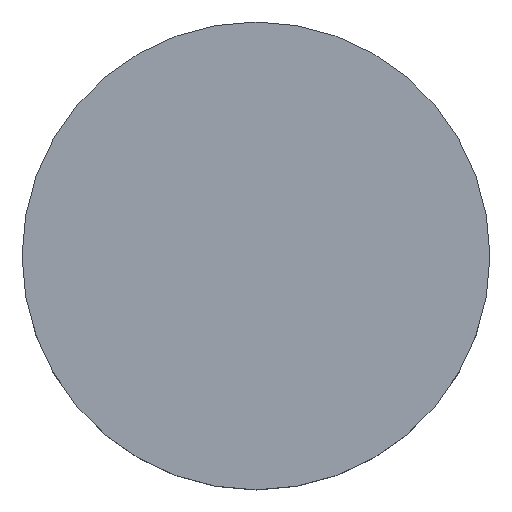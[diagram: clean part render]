
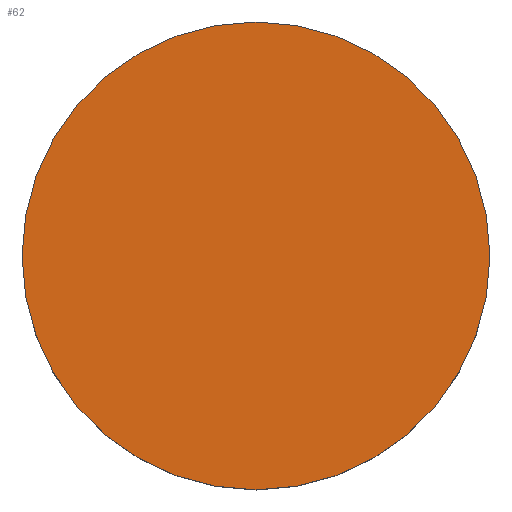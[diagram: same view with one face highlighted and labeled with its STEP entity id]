
A CAD part, top view. The second image highlights one B-rep face of the part: STEP entity #62.
In plain terms, the highlighted planar face has unit normal (0, 0, 1).
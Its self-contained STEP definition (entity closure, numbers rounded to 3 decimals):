
#2 = ORIENTED_EDGE ( 'NONE', *, *, #109, .F. ) ;
#9 = FACE_OUTER_BOUND ( 'NONE', #114, .T. ) ;
#22 = CIRCLE ( 'NONE', #31, 6.35 ) ;
#31 = AXIS2_PLACEMENT_3D ( 'NONE', #198, #214, #51 ) ;
#37 = CARTESIAN_POINT ( 'NONE',  ( 0., 0., 3. ) ) ;
#51 = DIRECTION ( 'NONE',  ( 0., -1., 0. ) ) ;
#53 = DIRECTION ( 'NONE',  ( 1., 0., 0. ) ) ;
#57 = CARTESIAN_POINT ( 'NONE',  ( 0., 6.35, 3. ) ) ;
#62 = ADVANCED_FACE ( 'NONE', ( #9 ), #67, .T. ) ;
#67 = PLANE ( 'NONE',  #145 ) ;
#76 = CIRCLE ( 'NONE', #213, 6.35 ) ;
#99 = DIRECTION ( 'NONE',  ( 0., 0., -1. ) ) ;
#105 = VERTEX_POINT ( 'NONE', #196 ) ;
#109 = EDGE_CURVE ( 'NONE', #105, #127, #22, .T. ) ;
#114 = EDGE_LOOP ( 'NONE', ( #2, #121 ) ) ;
#121 = ORIENTED_EDGE ( 'NONE', *, *, #182, .F. ) ;
#127 = VERTEX_POINT ( 'NONE', #57 ) ;
#129 = CARTESIAN_POINT ( 'NONE',  ( 0., 13.158, 3. ) ) ;
#142 = DIRECTION ( 'NONE',  ( 0., 0., 1. ) ) ;
#145 = AXIS2_PLACEMENT_3D ( 'NONE', #129, #142, #53 ) ;
#149 = DIRECTION ( 'NONE',  ( 0., -1., 0. ) ) ;
#182 = EDGE_CURVE ( 'NONE', #127, #105, #76, .T. ) ;
#196 = CARTESIAN_POINT ( 'NONE',  ( 0., -6.35, 3. ) ) ;
#198 = CARTESIAN_POINT ( 'NONE',  ( 0., 0., 3. ) ) ;
#213 = AXIS2_PLACEMENT_3D ( 'NONE', #37, #99, #149 ) ;
#214 = DIRECTION ( 'NONE',  ( 0., 0., -1. ) ) ;
